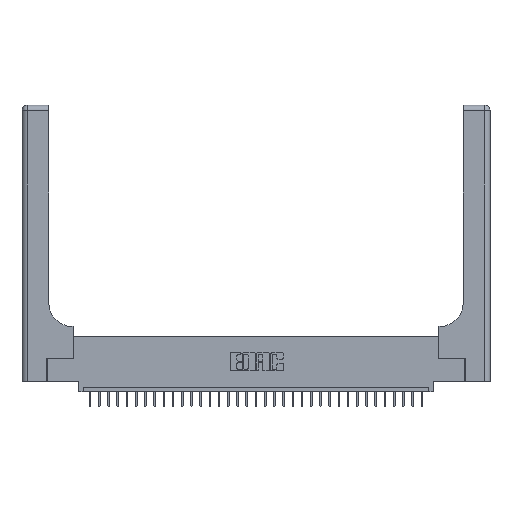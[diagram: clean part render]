
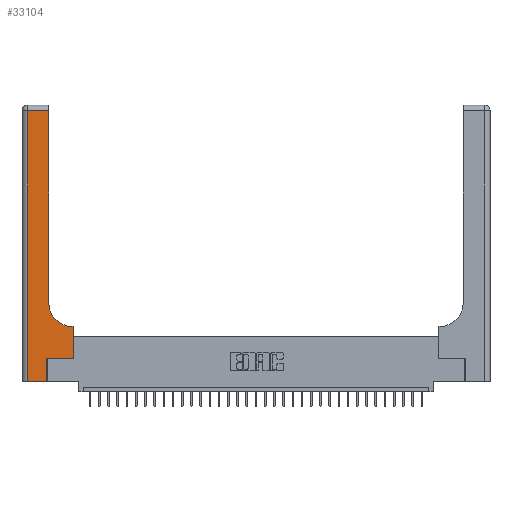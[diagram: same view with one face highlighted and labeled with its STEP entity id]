
A CAD part, top view. The second image highlights one B-rep face of the part: STEP entity #33104.
In plain terms, the highlighted planar face has unit normal (0, 0, 1).
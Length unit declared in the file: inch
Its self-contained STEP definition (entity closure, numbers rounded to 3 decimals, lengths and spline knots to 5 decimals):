
#123 = VECTOR ( 'NONE', #19931, 39.37008 ) ;
#2124 = LINE ( 'NONE', #20273, #123 ) ;
#2263 = ORIENTED_EDGE ( 'NONE', *, *, #5676, .T. ) ;
#2274 = VERTEX_POINT ( 'NONE', #29025 ) ;
#2387 = FACE_OUTER_BOUND ( 'NONE', #9668, .T. ) ;
#2676 = CARTESIAN_POINT ( 'NONE',  ( 0.06, 0., 0.37 ) ) ;
#2702 = EDGE_CURVE ( 'NONE', #33174, #6821, #32018, .T. ) ;
#3396 = LINE ( 'NONE', #18415, #25501 ) ;
#3459 = DIRECTION ( 'NONE',  ( -1., 0., 0. ) ) ;
#5123 = ORIENTED_EDGE ( 'NONE', *, *, #29964, .T. ) ;
#5151 = VECTOR ( 'NONE', #7768, 39.37008 ) ;
#5438 = LINE ( 'NONE', #24760, #14470 ) ;
#5676 = EDGE_CURVE ( 'NONE', #14077, #26992, #11276, .T. ) ;
#6821 = VERTEX_POINT ( 'NONE', #29817 ) ;
#7617 = CARTESIAN_POINT ( 'NONE',  ( 0., 0., 0.37 ) ) ;
#7768 = DIRECTION ( 'NONE',  ( 1., 0., 0. ) ) ;
#7989 = AXIS2_PLACEMENT_3D ( 'NONE', #15170, #29089, #28879 ) ;
#8849 = ORIENTED_EDGE ( 'NONE', *, *, #30572, .T. ) ;
#8897 = ORIENTED_EDGE ( 'NONE', *, *, #2702, .T. ) ;
#9668 = EDGE_LOOP ( 'NONE', ( #8849, #22818, #27823, #8897, #21794, #30930, #5123, #2263, #10803 ) ) ;
#10255 = EDGE_CURVE ( 'NONE', #15958, #33174, #10670, .T. ) ;
#10597 = AXIS2_PLACEMENT_3D ( 'NONE', #11188, #11306, #26892 ) ;
#10670 = LINE ( 'NONE', #13226, #15193 ) ;
#10679 = CARTESIAN_POINT ( 'NONE',  ( 0.269, 0., 0.37 ) ) ;
#10803 = ORIENTED_EDGE ( 'NONE', *, *, #13853, .T. ) ;
#11188 = CARTESIAN_POINT ( 'NONE',  ( 0.5415, 0.85, 0.37 ) ) ;
#11276 = LINE ( 'NONE', #26827, #13762 ) ;
#11306 = DIRECTION ( 'NONE',  ( 0., 0., -1. ) ) ;
#11900 = VECTOR ( 'NONE', #28528, 39.37008 ) ;
#12012 = CARTESIAN_POINT ( 'NONE',  ( 0.06, 2.94, 0.37 ) ) ;
#12992 = DIRECTION ( 'NONE',  ( 0., 1., 0. ) ) ;
#13226 = CARTESIAN_POINT ( 'NONE',  ( 0.06, 3., 0.37 ) ) ;
#13762 = VECTOR ( 'NONE', #3459, 39.37008 ) ;
#13853 = EDGE_CURVE ( 'NONE', #26992, #16766, #26456, .T. ) ;
#14077 = VERTEX_POINT ( 'NONE', #28581 ) ;
#14470 = VECTOR ( 'NONE', #24637, 39.37008 ) ;
#14985 = EDGE_CURVE ( 'NONE', #25422, #2274, #28888, .T. ) ;
#15170 = CARTESIAN_POINT ( 'NONE',  ( 0., 3., 0.37 ) ) ;
#15177 = VERTEX_POINT ( 'NONE', #32106 ) ;
#15193 = VECTOR ( 'NONE', #18483, 39.37008 ) ;
#15958 = VERTEX_POINT ( 'NONE', #12012 ) ;
#16245 = DIRECTION ( 'NONE',  ( -1., 0., 0. ) ) ;
#16438 = EDGE_CURVE ( 'NONE', #15177, #15958, #3396, .T. ) ;
#16766 = VERTEX_POINT ( 'NONE', #28569 ) ;
#17903 = PLANE ( 'NONE',  #7989 ) ;
#18415 = CARTESIAN_POINT ( 'NONE',  ( 0., 2.94, 0.37 ) ) ;
#18483 = DIRECTION ( 'NONE',  ( 0., -1., 0. ) ) ;
#19931 = DIRECTION ( 'NONE',  ( 0., 1., 0. ) ) ;
#20273 = CARTESIAN_POINT ( 'NONE',  ( 0.2915, 3., 0.37 ) ) ;
#21567 = EDGE_CURVE ( 'NONE', #6821, #25422, #33614, .T. ) ;
#21794 = ORIENTED_EDGE ( 'NONE', *, *, #21567, .T. ) ;
#22818 = ORIENTED_EDGE ( 'NONE', *, *, #16438, .T. ) ;
#23666 = CARTESIAN_POINT ( 'NONE',  ( 0.269, 0.25, 0.37 ) ) ;
#24637 = DIRECTION ( 'NONE',  ( 0., 1., 0. ) ) ;
#24760 = CARTESIAN_POINT ( 'NONE',  ( 0.5585, 0.25, 0.37 ) ) ;
#25125 = CARTESIAN_POINT ( 'NONE',  ( 0.5415, 0.6, 0.37 ) ) ;
#25422 = VERTEX_POINT ( 'NONE', #23666 ) ;
#25501 = VECTOR ( 'NONE', #16245, 39.37008 ) ;
#26456 = CIRCLE ( 'NONE', #10597, 0.25 ) ;
#26827 = CARTESIAN_POINT ( 'NONE',  ( 0.2915, 0.6, 0.37 ) ) ;
#26892 = DIRECTION ( 'NONE',  ( 1., 0., 0. ) ) ;
#26992 = VERTEX_POINT ( 'NONE', #25125 ) ;
#27823 = ORIENTED_EDGE ( 'NONE', *, *, #10255, .T. ) ;
#28528 = DIRECTION ( 'NONE',  ( 1., 0., 0. ) ) ;
#28569 = CARTESIAN_POINT ( 'NONE',  ( 0.2915, 0.85, 0.37 ) ) ;
#28581 = CARTESIAN_POINT ( 'NONE',  ( 0.5585, 0.6, 0.37 ) ) ;
#28706 = VECTOR ( 'NONE', #12992, 39.37008 ) ;
#28879 = DIRECTION ( 'NONE',  ( -1., 0., 0. ) ) ;
#28888 = LINE ( 'NONE', #31433, #5151 ) ;
#29025 = CARTESIAN_POINT ( 'NONE',  ( 0.5585, 0.25, 0.37 ) ) ;
#29089 = DIRECTION ( 'NONE',  ( 0., 0., -1. ) ) ;
#29817 = CARTESIAN_POINT ( 'NONE',  ( 0.269, 0., 0.37 ) ) ;
#29964 = EDGE_CURVE ( 'NONE', #2274, #14077, #5438, .T. ) ;
#30572 = EDGE_CURVE ( 'NONE', #16766, #15177, #2124, .T. ) ;
#30930 = ORIENTED_EDGE ( 'NONE', *, *, #14985, .T. ) ;
#31433 = CARTESIAN_POINT ( 'NONE',  ( 0.269, 0.25, 0.37 ) ) ;
#32018 = LINE ( 'NONE', #7617, #11900 ) ;
#32106 = CARTESIAN_POINT ( 'NONE',  ( 0.2915, 2.94, 0.37 ) ) ;
#33104 = ADVANCED_FACE ( 'NONE', ( #2387 ), #17903, .F. ) ;
#33174 = VERTEX_POINT ( 'NONE', #2676 ) ;
#33614 = LINE ( 'NONE', #10679, #28706 ) ;
